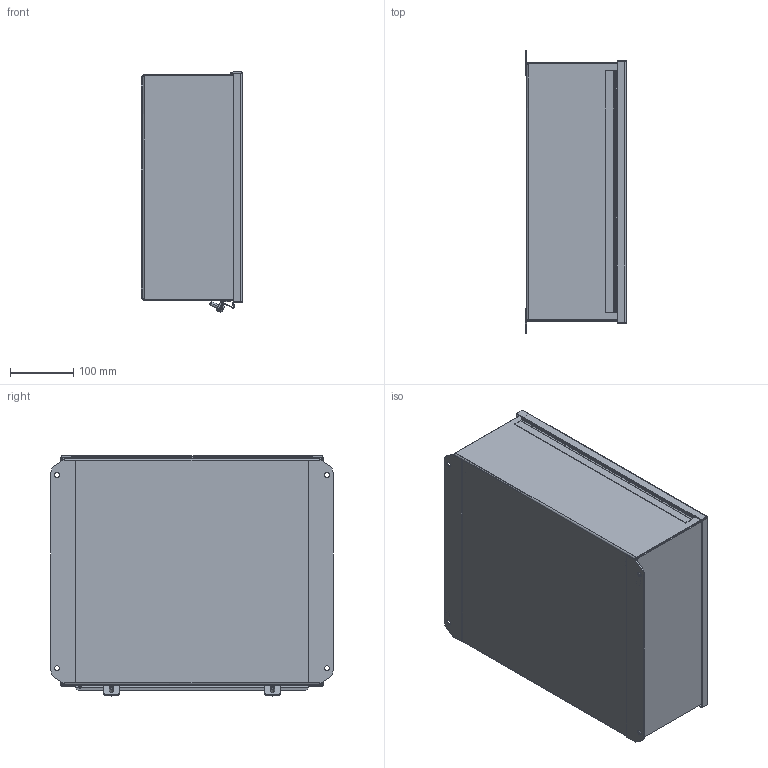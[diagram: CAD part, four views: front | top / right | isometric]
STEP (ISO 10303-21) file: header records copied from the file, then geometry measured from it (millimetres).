
FILE_DESCRIPTION (( 'STEP AP214' ), '1' );
FILE_NAME ('HJ16146HLP.STEP', '2019-09-05T12:27:18', ( '' ), ( '' ), 'SwSTEP 2.0', 'SolidWorks 2018', '' );
FILE_SCHEMA (( 'AUTOMOTIVE_DESIGN' ));
Length unit declared in the file: inch
Products named in the file (1): HJ16146HLP
Bounding box: 159.23 x 444.5 x 378.34 mm (x, y, z)
Volume: 1171488.7 mm3; surface area: 1292902.3 mm2
Topology: 20 solids, 21 shells, 841 faces, 2164 edges, 1367 vertices
Faces by surface type: plane 446, cylinder 267, bspline 68, cone 52, torus 8
Entity records: 39721 total; most frequent: CARTESIAN_POINT 8262, ORIENTED_EDGE 4300, DIRECTION 4106, EDGE_CURVE 2150, VECTOR 1394, LINE 1394, VERTEX_POINT 1367, AXIS2_PLACEMENT_3D 1356
